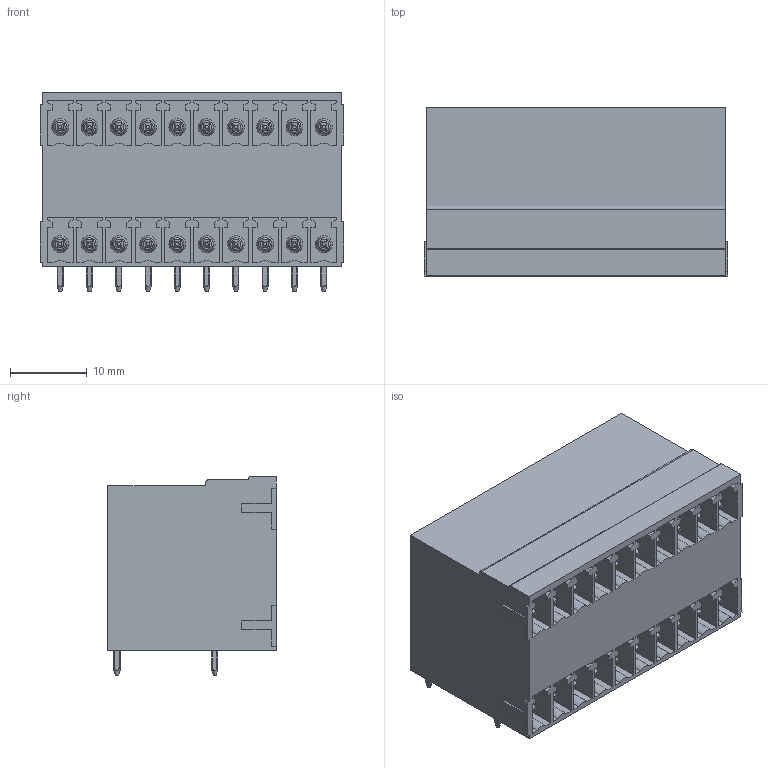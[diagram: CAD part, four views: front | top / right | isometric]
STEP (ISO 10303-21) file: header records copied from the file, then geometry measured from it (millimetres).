
FILE_DESCRIPTION(('CATIA V5 STEP Exchange','CAx-IF Rec.Pracs.--- Model Styling and Organization---1.2---2011-12-15'),'2;1');
FILE_NAME ('D1460825_0_1973810000_1973810000.stp','2018-10-05T05:09:46+00:00',('none'),('Weidmueller'),'CATIA Version 5-6 Release 2014','CATIA V5 STEP AP214','none');
FILE_SCHEMA(('AUTOMOTIVE_DESIGN { 1 0 10303 214 1 1 1 1 }'));
Length unit declared in the file: millimetre
Products named in the file (1): 1973810000
Bounding box: 39.49 x 21.9 x 25.9 mm (x, y, z)
Volume: 16324 mm3; surface area: 10047.5 mm2
Topology: 21 solids, 21 shells, 1324 faces, 3626 edges, 2384 vertices
Faces by surface type: plane 862, cylinder 302, cone 120, torus 40
Entity records: 40317 total; most frequent: CARTESIAN_POINT 11011, ORIENTED_EDGE 7252, DIRECTION 4095, EDGE_CURVE 3626, VECTOR 2541, LINE 2541, VERTEX_POINT 2384, EDGE_LOOP 1404
